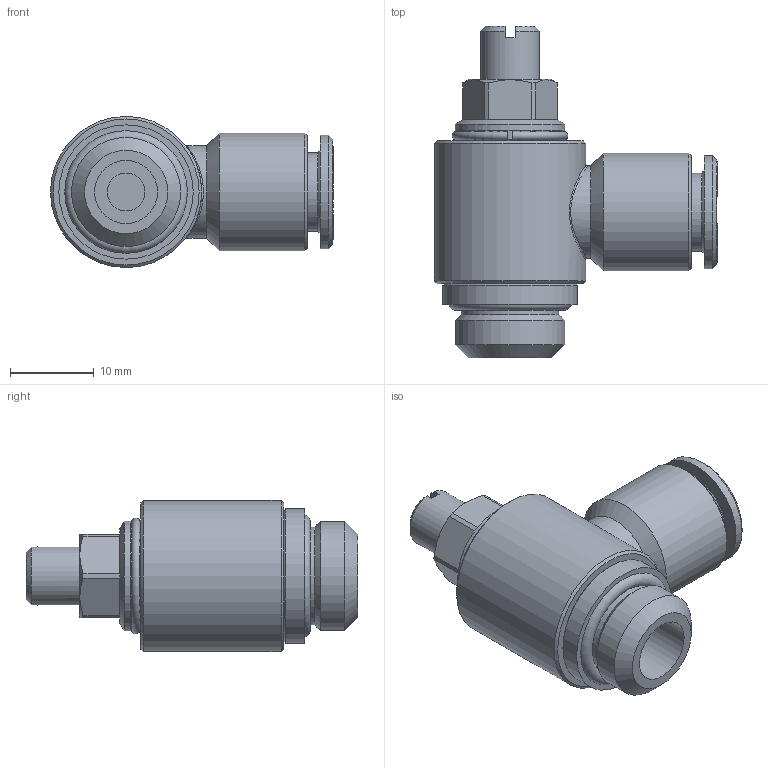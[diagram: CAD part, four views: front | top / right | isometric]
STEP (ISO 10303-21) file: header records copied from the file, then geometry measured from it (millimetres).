
FILE_DESCRIPTION(/* description */ ('STEP AP214'),/* implementation_level */ '2;1');
FILE_NAME(/* name */ '04280C42',/* time_stamp */ '2023-07-12T08:50:26+02:00',/* author */ ('License CC BY-ND 4.0'),/* organization */ ('CADENAS'),/* preprocessor_version */ 'ST-DEVELOPER v19.3',/* originating_system */ 'PARTsolutions',/* authorisation */ ' ');
FILE_SCHEMA (('AUTOMOTIVE_DESIGN {1 0 10303 214 3 1 1}'));
Length unit declared in the file: metre
Products named in the file (3): 04280C42; 04280C42_PART2; 04280C42_PART1
Assembly tree (2 placements, depth 2):
  04280C42
    04280C42_PART2
    04280C42_PART1
Bounding box: 33.7 x 39.51 x 18 mm (x, y, z)
Volume: 7593.5 mm3; surface area: 3923.1 mm2
Topology: 2 solids, 2 shells, 230 faces, 564 edges, 370 vertices
Faces by surface type: plane 123, bspline 70, cylinder 21, cone 14, torus 2
Full cylindrical faces by diameter (mm): 4.5 x1, 7 x1, 7.5 x1, 8.15 x1, 9.3 x1, 11 x1, 11.6 x1, 11.95 x1, 13 x1, 13.05 x2, 13.5 x1, 14 x1, 16 x1, 18 x1
Entity records: 12261 total; most frequent: CARTESIAN_POINT 5807, ORIENTED_EDGE 1050, DIRECTION 761, EDGE_CURVE 525, VERTEX_POINT 360, LINE 307, VECTOR 307, EDGE_LOOP 291
